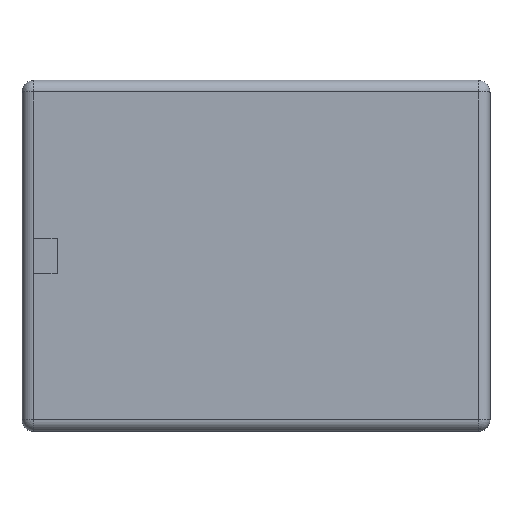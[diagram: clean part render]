
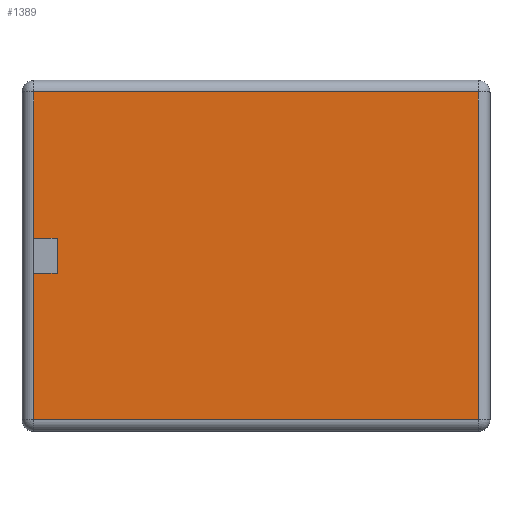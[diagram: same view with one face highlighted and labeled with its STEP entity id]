
A CAD part, top view. The second image highlights one B-rep face of the part: STEP entity #1389.
In plain terms, the highlighted planar face has unit normal (0, 0, 1).
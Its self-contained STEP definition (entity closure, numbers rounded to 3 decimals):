
#145=FACE_OUTER_BOUND('',#234,.T.);
#234=EDGE_LOOP('',(#1180,#1181,#1182,#1183,#1184,#1185,#1186,#1187));
#361=LINE('',#2172,#526);
#365=LINE('',#2189,#530);
#367=LINE('',#2192,#532);
#369=LINE('',#2195,#534);
#371=LINE('',#2198,#536);
#375=LINE('',#2206,#540);
#379=LINE('',#2214,#544);
#382=LINE('',#2219,#547);
#526=VECTOR('',#1782,19.);
#530=VECTOR('',#1800,6.25);
#532=VECTOR('',#1802,6.25);
#534=VECTOR('',#1806,19.);
#536=VECTOR('',#1810,14.);
#540=VECTOR('',#1820,1.);
#544=VECTOR('',#1826,1.5);
#547=VECTOR('',#1831,1.);
#650=VERTEX_POINT('',#2134);
#655=VERTEX_POINT('',#2147);
#660=VERTEX_POINT('',#2160);
#665=VERTEX_POINT('',#2176);
#669=VERTEX_POINT('',#2188);
#670=VERTEX_POINT('',#2190);
#671=VERTEX_POINT('',#2205);
#674=VERTEX_POINT('',#2213);
#819=EDGE_CURVE('',#650,#660,#361,.T.);
#827=EDGE_CURVE('',#660,#669,#365,.T.);
#829=EDGE_CURVE('',#670,#665,#367,.T.);
#831=EDGE_CURVE('',#665,#655,#369,.T.);
#833=EDGE_CURVE('',#655,#650,#371,.T.);
#837=EDGE_CURVE('',#671,#669,#375,.T.);
#841=EDGE_CURVE('',#674,#671,#379,.T.);
#844=EDGE_CURVE('',#670,#674,#382,.T.);
#1180=ORIENTED_EDGE('',*,*,#829,.F.);
#1181=ORIENTED_EDGE('',*,*,#844,.T.);
#1182=ORIENTED_EDGE('',*,*,#841,.T.);
#1183=ORIENTED_EDGE('',*,*,#837,.T.);
#1184=ORIENTED_EDGE('',*,*,#827,.F.);
#1185=ORIENTED_EDGE('',*,*,#819,.F.);
#1186=ORIENTED_EDGE('',*,*,#833,.F.);
#1187=ORIENTED_EDGE('',*,*,#831,.F.);
#1300=PLANE('',#1507);
#1389=ADVANCED_FACE('',(#145),#1300,.T.);
#1507=AXIS2_PLACEMENT_3D('',#2231,#1847,#1848);
#1782=DIRECTION('',(-1.,0.,0.));
#1800=DIRECTION('',(0.,1.,0.));
#1802=DIRECTION('',(0.,1.,0.));
#1806=DIRECTION('',(1.,0.,0.));
#1810=DIRECTION('',(0.,-1.,0.));
#1820=DIRECTION('',(-1.,0.,0.));
#1826=DIRECTION('',(0.,-1.,0.));
#1831=DIRECTION('',(1.,0.,0.));
#1847=DIRECTION('center_axis',(0.,0.,1.));
#1848=DIRECTION('ref_axis',(1.,0.,0.));
#2134=CARTESIAN_POINT('',(9.5,-7.,10.));
#2147=CARTESIAN_POINT('',(9.5,7.,10.));
#2160=CARTESIAN_POINT('',(-9.5,-7.,10.));
#2172=CARTESIAN_POINT('',(-5.,-7.,10.));
#2176=CARTESIAN_POINT('',(-9.5,7.,10.));
#2188=CARTESIAN_POINT('',(-9.5,-0.75,10.));
#2189=CARTESIAN_POINT('',(-9.5,3.75,10.));
#2190=CARTESIAN_POINT('',(-9.5,0.75,10.));
#2192=CARTESIAN_POINT('',(-9.5,3.75,10.));
#2195=CARTESIAN_POINT('',(5.,7.,10.));
#2198=CARTESIAN_POINT('',(9.5,-3.75,10.));
#2205=CARTESIAN_POINT('',(-8.5,-0.75,10.));
#2206=CARTESIAN_POINT('',(-4.25,-0.75,10.));
#2213=CARTESIAN_POINT('',(-8.5,0.75,10.));
#2214=CARTESIAN_POINT('',(-8.5,0.375,10.));
#2219=CARTESIAN_POINT('',(-4.75,0.75,10.));
#2231=CARTESIAN_POINT('Origin',(0.,0.,
10.));
